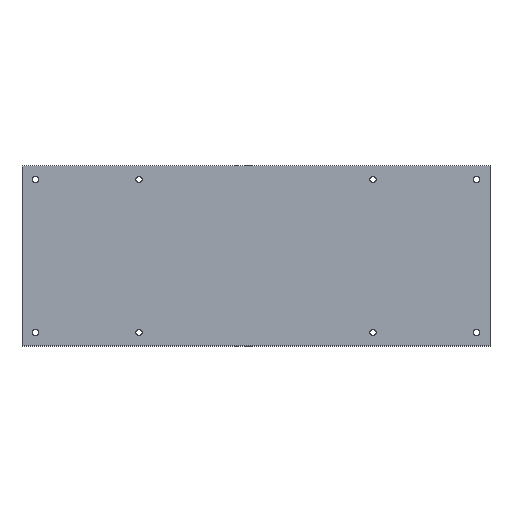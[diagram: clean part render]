
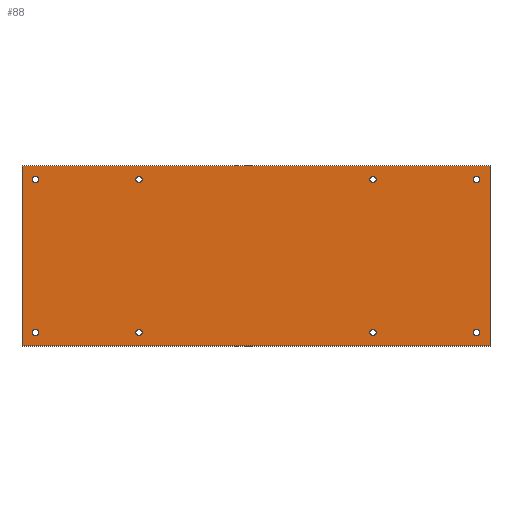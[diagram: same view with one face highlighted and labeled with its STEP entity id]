
A CAD part, top view. The second image highlights one B-rep face of the part: STEP entity #88.
In plain terms, the highlighted planar face has unit normal (0, 0, 1).
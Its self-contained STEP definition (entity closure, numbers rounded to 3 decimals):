
#24 = VERTEX_POINT('',#25);
#25 = CARTESIAN_POINT('',(-130.,-50.,1.6));
#40 = VERTEX_POINT('',#41);
#41 = CARTESIAN_POINT('',(-130.,50.,1.6));
#47 = EDGE_CURVE('',#24,#40,#48,.T.);
#48 = LINE('',#49,#50);
#49 = CARTESIAN_POINT('',(-130.,-50.,1.6));
#50 = VECTOR('',#51,1.);
#51 = DIRECTION('',(-0.,1.,0.));
#70 = EDGE_CURVE('',#24,#71,#73,.T.);
#71 = VERTEX_POINT('',#72);
#72 = CARTESIAN_POINT('',(130.,-50.,1.6));
#73 = LINE('',#74,#75);
#74 = CARTESIAN_POINT('',(-130.,-50.,1.6));
#75 = VECTOR('',#76,1.);
#76 = DIRECTION('',(1.,0.,-0.));
#88 = ADVANCED_FACE('',(#89,#107,#118,#129,#140,#151,#162,#173,#184),
  #195,.T.);
#89 = FACE_BOUND('',#90,.T.);
#90 = EDGE_LOOP('',(#91,#92,#93,#101));
#91 = ORIENTED_EDGE('',*,*,#47,.F.);
#92 = ORIENTED_EDGE('',*,*,#70,.T.);
#93 = ORIENTED_EDGE('',*,*,#94,.T.);
#94 = EDGE_CURVE('',#71,#95,#97,.T.);
#95 = VERTEX_POINT('',#96);
#96 = CARTESIAN_POINT('',(130.,50.,1.6));
#97 = LINE('',#98,#99);
#98 = CARTESIAN_POINT('',(130.,-50.,1.6));
#99 = VECTOR('',#100,1.);
#100 = DIRECTION('',(-0.,1.,0.));
#101 = ORIENTED_EDGE('',*,*,#102,.F.);
#102 = EDGE_CURVE('',#40,#95,#103,.T.);
#103 = LINE('',#104,#105);
#104 = CARTESIAN_POINT('',(-130.,50.,1.6));
#105 = VECTOR('',#106,1.);
#106 = DIRECTION('',(1.,0.,-0.));
#107 = FACE_BOUND('',#108,.T.);
#108 = EDGE_LOOP('',(#109));
#109 = ORIENTED_EDGE('',*,*,#110,.F.);
#110 = EDGE_CURVE('',#111,#111,#113,.T.);
#111 = VERTEX_POINT('',#112);
#112 = CARTESIAN_POINT('',(-120.8,-42.5,1.6));
#113 = CIRCLE('',#114,1.7);
#114 = AXIS2_PLACEMENT_3D('',#115,#116,#117);
#115 = CARTESIAN_POINT('',(-122.5,-42.5,1.6));
#116 = DIRECTION('',(0.,0.,1.));
#117 = DIRECTION('',(1.,0.,-0.));
#118 = FACE_BOUND('',#119,.T.);
#119 = EDGE_LOOP('',(#120));
#120 = ORIENTED_EDGE('',*,*,#121,.F.);
#121 = EDGE_CURVE('',#122,#122,#124,.T.);
#122 = VERTEX_POINT('',#123);
#123 = CARTESIAN_POINT('',(-63.3,-42.5,1.6));
#124 = CIRCLE('',#125,1.7);
#125 = AXIS2_PLACEMENT_3D('',#126,#127,#128);
#126 = CARTESIAN_POINT('',(-65.,-42.5,1.6));
#127 = DIRECTION('',(0.,0.,1.));
#128 = DIRECTION('',(1.,0.,-0.));
#129 = FACE_BOUND('',#130,.T.);
#130 = EDGE_LOOP('',(#131));
#131 = ORIENTED_EDGE('',*,*,#132,.F.);
#132 = EDGE_CURVE('',#133,#133,#135,.T.);
#133 = VERTEX_POINT('',#134);
#134 = CARTESIAN_POINT('',(66.7,-42.5,1.6));
#135 = CIRCLE('',#136,1.7);
#136 = AXIS2_PLACEMENT_3D('',#137,#138,#139);
#137 = CARTESIAN_POINT('',(65.,-42.5,1.6));
#138 = DIRECTION('',(0.,0.,1.));
#139 = DIRECTION('',(1.,0.,-0.));
#140 = FACE_BOUND('',#141,.T.);
#141 = EDGE_LOOP('',(#142));
#142 = ORIENTED_EDGE('',*,*,#143,.F.);
#143 = EDGE_CURVE('',#144,#144,#146,.T.);
#144 = VERTEX_POINT('',#145);
#145 = CARTESIAN_POINT('',(124.2,-42.5,1.6));
#146 = CIRCLE('',#147,1.7);
#147 = AXIS2_PLACEMENT_3D('',#148,#149,#150);
#148 = CARTESIAN_POINT('',(122.5,-42.5,1.6));
#149 = DIRECTION('',(0.,0.,1.));
#150 = DIRECTION('',(1.,0.,-0.));
#151 = FACE_BOUND('',#152,.T.);
#152 = EDGE_LOOP('',(#153));
#153 = ORIENTED_EDGE('',*,*,#154,.F.);
#154 = EDGE_CURVE('',#155,#155,#157,.T.);
#155 = VERTEX_POINT('',#156);
#156 = CARTESIAN_POINT('',(-120.8,42.5,1.6));
#157 = CIRCLE('',#158,1.7);
#158 = AXIS2_PLACEMENT_3D('',#159,#160,#161);
#159 = CARTESIAN_POINT('',(-122.5,42.5,1.6));
#160 = DIRECTION('',(0.,0.,1.));
#161 = DIRECTION('',(1.,0.,-0.));
#162 = FACE_BOUND('',#163,.T.);
#163 = EDGE_LOOP('',(#164));
#164 = ORIENTED_EDGE('',*,*,#165,.F.);
#165 = EDGE_CURVE('',#166,#166,#168,.T.);
#166 = VERTEX_POINT('',#167);
#167 = CARTESIAN_POINT('',(-63.3,42.5,1.6));
#168 = CIRCLE('',#169,1.7);
#169 = AXIS2_PLACEMENT_3D('',#170,#171,#172);
#170 = CARTESIAN_POINT('',(-65.,42.5,1.6));
#171 = DIRECTION('',(0.,0.,1.));
#172 = DIRECTION('',(1.,0.,-0.));
#173 = FACE_BOUND('',#174,.T.);
#174 = EDGE_LOOP('',(#175));
#175 = ORIENTED_EDGE('',*,*,#176,.F.);
#176 = EDGE_CURVE('',#177,#177,#179,.T.);
#177 = VERTEX_POINT('',#178);
#178 = CARTESIAN_POINT('',(66.7,42.5,1.6));
#179 = CIRCLE('',#180,1.7);
#180 = AXIS2_PLACEMENT_3D('',#181,#182,#183);
#181 = CARTESIAN_POINT('',(65.,42.5,1.6));
#182 = DIRECTION('',(0.,0.,1.));
#183 = DIRECTION('',(1.,0.,-0.));
#184 = FACE_BOUND('',#185,.T.);
#185 = EDGE_LOOP('',(#186));
#186 = ORIENTED_EDGE('',*,*,#187,.F.);
#187 = EDGE_CURVE('',#188,#188,#190,.T.);
#188 = VERTEX_POINT('',#189);
#189 = CARTESIAN_POINT('',(124.2,42.5,1.6));
#190 = CIRCLE('',#191,1.7);
#191 = AXIS2_PLACEMENT_3D('',#192,#193,#194);
#192 = CARTESIAN_POINT('',(122.5,42.5,1.6));
#193 = DIRECTION('',(0.,0.,1.));
#194 = DIRECTION('',(1.,0.,-0.));
#195 = PLANE('',#196);
#196 = AXIS2_PLACEMENT_3D('',#197,#198,#199);
#197 = CARTESIAN_POINT('',(-130.,-50.,1.6));
#198 = DIRECTION('',(0.,0.,1.));
#199 = DIRECTION('',(1.,0.,-0.));
